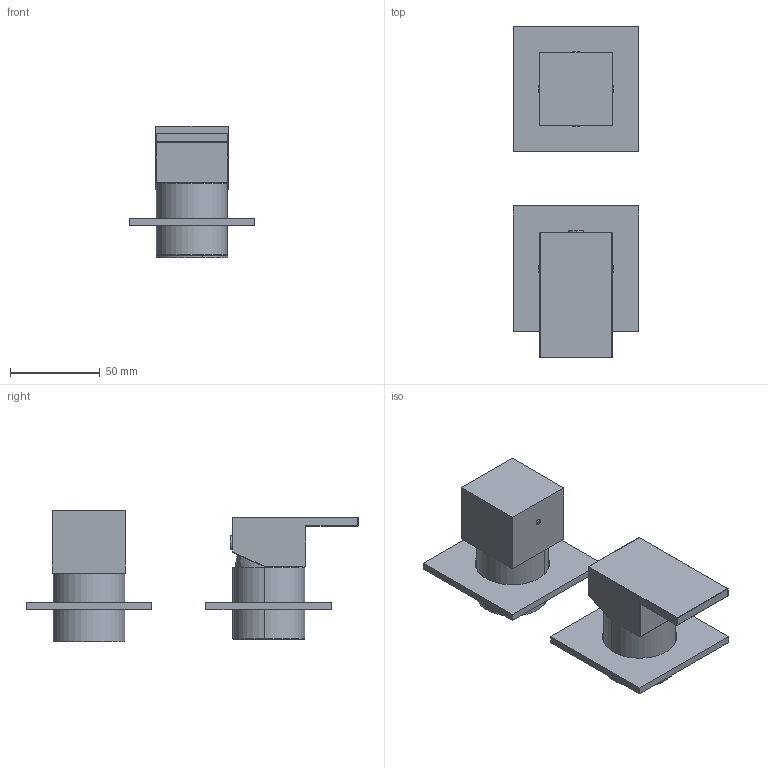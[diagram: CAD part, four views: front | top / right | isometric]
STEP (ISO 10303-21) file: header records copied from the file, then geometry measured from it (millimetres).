
FILE_DESCRIPTION (( 'STEP AP214' ), '1' );
FILE_NAME ('QUA.0018 3D.STEP', '2023-05-16T15:08:52', ( '' ), ( '' ), 'SwSTEP 2.0', 'SolidWorks 2022', '' );
FILE_SCHEMA (( 'AUTOMOTIVE_DESIGN' ));
Length unit declared in the file: millimetre
Products named in the file (9): QUA.0018 3D; 0004-PERNO_4X2,5X3MM_000000000000; 0004-MANIPULO_ESTRIADO inversor_000000000000; tampa perno; Tapa cartucho Ø37x10; 0001-ESPELHO_65x65_CORPO_CARTUCHO_Ø35_000000000000; 0001-CASQUILHO_Ø40x38MM_NAO_DEFINIDO_01_000000000000; manipulo duche; Casquilho Ø40x38,5
Assembly tree (10 placements, depth 2):
  QUA.0018 3D
    Casquilho Ø40x38,5
    Tapa cartucho Ø37x10
    0001-ESPELHO_65x65_CORPO_CARTUCHO_Ø35_000000000000  x2
    manipulo duche
    tampa perno
    0001-CASQUILHO_Ø40x38MM_NAO_DEFINIDO_01_000000000000
    0004-MANIPULO_ESTRIADO inversor_000000000000
    0004-PERNO_4X2,5X3MM_000000000000  x2
Bounding box: 70 x 184.57 x 73.2 mm (x, y, z)
Volume: 90698.7 mm3; surface area: 70208.6 mm2
Topology: 10 solids, 10 shells, 331 faces, 848 edges, 536 vertices
Faces by surface type: plane 143, cylinder 132, cone 34, bspline 22
Entity records: 11750 total; most frequent: CARTESIAN_POINT 4639, ORIENTED_EDGE 1436, DIRECTION 1347, EDGE_CURVE 718, AXIS2_PLACEMENT_3D 489, VERTEX_POINT 461, VECTOR 369, LINE 369
